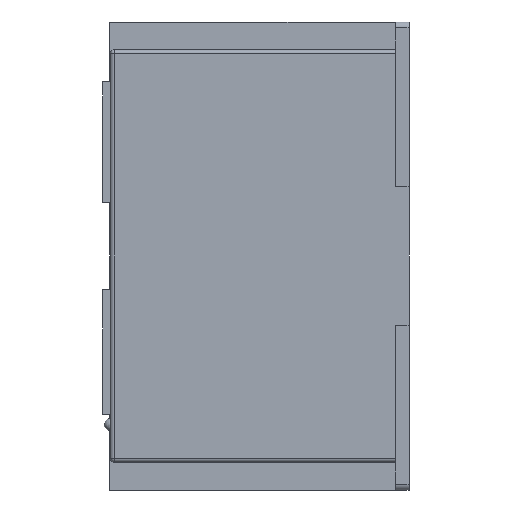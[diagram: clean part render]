
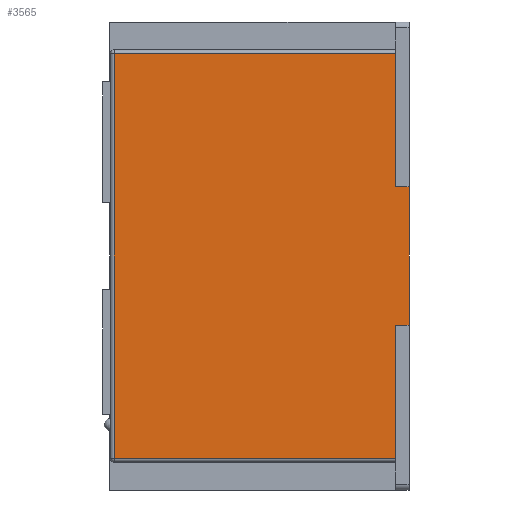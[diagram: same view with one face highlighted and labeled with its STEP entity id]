
A CAD part, left-side view. The second image highlights one B-rep face of the part: STEP entity #3565.
In plain terms, the highlighted planar face has unit normal (-1, 0, 0).
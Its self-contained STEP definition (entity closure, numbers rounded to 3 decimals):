
#30 = LINE ( 'NONE', #1536, #1809 ) ;
#87 = EDGE_CURVE ( 'NONE', #2072, #2830, #841, .T. ) ;
#88 = ORIENTED_EDGE ( 'NONE', *, *, #4184, .T. ) ;
#211 = DIRECTION ( 'NONE',  ( 0., -1., 0. ) ) ;
#354 = VERTEX_POINT ( 'NONE', #1080 ) ;
#360 = CARTESIAN_POINT ( 'NONE',  ( 1., 3.5, 17.5 ) ) ;
#476 = ORIENTED_EDGE ( 'NONE', *, *, #503, .T. ) ;
#503 = EDGE_CURVE ( 'NONE', #2566, #354, #2864, .T. ) ;
#529 = DIRECTION ( 'NONE',  ( 0., 0., -1. ) ) ;
#540 = VERTEX_POINT ( 'NONE', #3802 ) ;
#678 = CARTESIAN_POINT ( 'NONE',  ( 1., 3.5, -51. ) ) ;
#716 = ORIENTED_EDGE ( 'NONE', *, *, #4638, .T. ) ;
#735 = DIRECTION ( 'NONE',  ( 0., 1., 0. ) ) ;
#841 = LINE ( 'NONE', #4628, #2748 ) ;
#1032 = AXIS2_PLACEMENT_3D ( 'NONE', #1753, #2126, #4806 ) ;
#1080 = CARTESIAN_POINT ( 'NONE',  ( 1., 0., -17.5 ) ) ;
#1293 = CARTESIAN_POINT ( 'NONE',  ( 1., 0., -17.5 ) ) ;
#1377 = VECTOR ( 'NONE', #3985, 1000. ) ;
#1414 = VERTEX_POINT ( 'NONE', #4548 ) ;
#1459 = EDGE_CURVE ( 'NONE', #2566, #2830, #30, .T. ) ;
#1516 = CARTESIAN_POINT ( 'NONE',  ( 1., 3.5, 51. ) ) ;
#1536 = CARTESIAN_POINT ( 'NONE',  ( 1., 3.5, -52. ) ) ;
#1542 = CARTESIAN_POINT ( 'NONE',  ( 1., 74.4, 51. ) ) ;
#1641 = VECTOR ( 'NONE', #735, 1000. ) ;
#1736 = LINE ( 'NONE', #2427, #3647 ) ;
#1753 = CARTESIAN_POINT ( 'NONE',  ( 1., 3.5, 59. ) ) ;
#1809 = VECTOR ( 'NONE', #3834, 1000. ) ;
#1888 = DIRECTION ( 'NONE',  ( 0., 0., -1. ) ) ;
#2072 = VERTEX_POINT ( 'NONE', #4717 ) ;
#2126 = DIRECTION ( 'NONE',  ( 1., 0., 0. ) ) ;
#2332 = DIRECTION ( 'NONE',  ( 0., -1., 0. ) ) ;
#2427 = CARTESIAN_POINT ( 'NONE',  ( 1., 3.5, -52. ) ) ;
#2512 = VECTOR ( 'NONE', #1888, 1000. ) ;
#2566 = VERTEX_POINT ( 'NONE', #4666 ) ;
#2748 = VECTOR ( 'NONE', #2332, 1000. ) ;
#2830 = VERTEX_POINT ( 'NONE', #678 ) ;
#2864 = LINE ( 'NONE', #4394, #4784 ) ;
#2940 = VERTEX_POINT ( 'NONE', #1542 ) ;
#2962 = FACE_OUTER_BOUND ( 'NONE', #3618, .T. ) ;
#3046 = ORIENTED_EDGE ( 'NONE', *, *, #87, .T. ) ;
#3103 = LINE ( 'NONE', #1516, #4003 ) ;
#3354 = ORIENTED_EDGE ( 'NONE', *, *, #4450, .T. ) ;
#3385 = ORIENTED_EDGE ( 'NONE', *, *, #3901, .F. ) ;
#3548 = LINE ( 'NONE', #4928, #2512 ) ;
#3565 = ADVANCED_FACE ( 'NONE', ( #2962 ), #4035, .F. ) ;
#3612 = VERTEX_POINT ( 'NONE', #4065 ) ;
#3618 = EDGE_LOOP ( 'NONE', ( #716, #3046, #4675, #476, #3354, #3864, #3385, #88 ) ) ;
#3647 = VECTOR ( 'NONE', #529, 1000. ) ;
#3782 = LINE ( 'NONE', #360, #1641 ) ;
#3802 = CARTESIAN_POINT ( 'NONE',  ( 1., 0., 17.5 ) ) ;
#3834 = DIRECTION ( 'NONE',  ( 0., 0., -1. ) ) ;
#3864 = ORIENTED_EDGE ( 'NONE', *, *, #4630, .T. ) ;
#3901 = EDGE_CURVE ( 'NONE', #1414, #3612, #1736, .T. ) ;
#3985 = DIRECTION ( 'NONE',  ( 0., 0., 1. ) ) ;
#4003 = VECTOR ( 'NONE', #4580, 1000. ) ;
#4035 = PLANE ( 'NONE',  #1032 ) ;
#4065 = CARTESIAN_POINT ( 'NONE',  ( 1., 3.5, 17.5 ) ) ;
#4184 = EDGE_CURVE ( 'NONE', #1414, #2940, #3103, .T. ) ;
#4316 = LINE ( 'NONE', #1293, #1377 ) ;
#4394 = CARTESIAN_POINT ( 'NONE',  ( 1., 3.5, -17.5 ) ) ;
#4450 = EDGE_CURVE ( 'NONE', #354, #540, #4316, .T. ) ;
#4548 = CARTESIAN_POINT ( 'NONE',  ( 1., 3.5, 51. ) ) ;
#4580 = DIRECTION ( 'NONE',  ( 0., 1., 0. ) ) ;
#4628 = CARTESIAN_POINT ( 'NONE',  ( 1., 3.5, -51. ) ) ;
#4630 = EDGE_CURVE ( 'NONE', #540, #3612, #3782, .T. ) ;
#4638 = EDGE_CURVE ( 'NONE', #2940, #2072, #3548, .T. ) ;
#4666 = CARTESIAN_POINT ( 'NONE',  ( 1., 3.5, -17.5 ) ) ;
#4675 = ORIENTED_EDGE ( 'NONE', *, *, #1459, .F. ) ;
#4717 = CARTESIAN_POINT ( 'NONE',  ( 1., 74.4, -51. ) ) ;
#4784 = VECTOR ( 'NONE', #211, 1000. ) ;
#4806 = DIRECTION ( 'NONE',  ( 0., 1., 0. ) ) ;
#4928 = CARTESIAN_POINT ( 'NONE',  ( 1., 74.4, 59. ) ) ;
